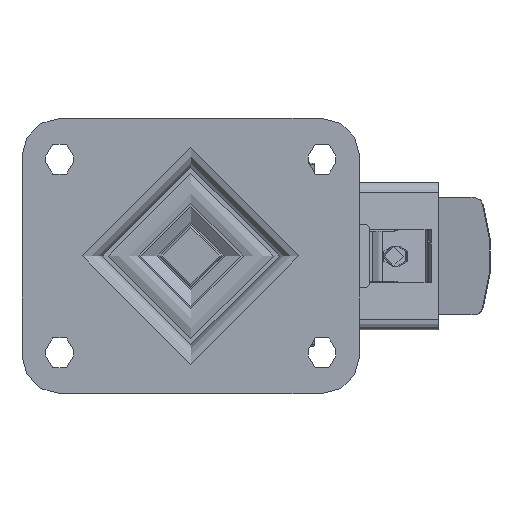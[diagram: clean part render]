
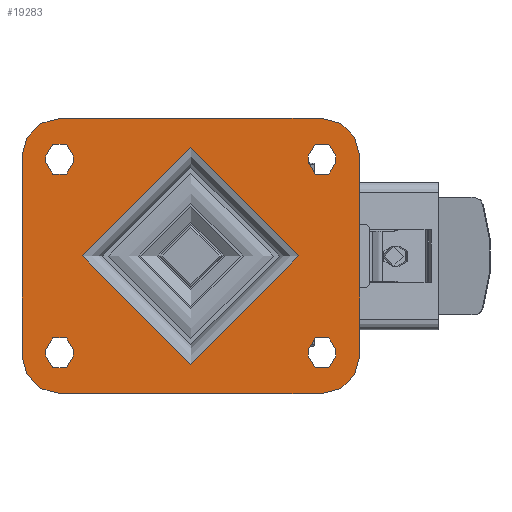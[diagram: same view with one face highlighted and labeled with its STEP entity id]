
A CAD part, top view. The second image highlights one B-rep face of the part: STEP entity #19283.
In plain terms, the highlighted planar face has unit normal (0, 0, 1).
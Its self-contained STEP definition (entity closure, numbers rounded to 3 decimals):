
#532=FACE_BOUND('',#5872,.T.);
#533=FACE_BOUND('',#5873,.T.);
#534=FACE_BOUND('',#5874,.T.);
#535=FACE_BOUND('',#5875,.T.);
#536=FACE_BOUND('',#5876,.T.);
#645=PLANE('',#20809);
#1319=LINE('',#28040,#2939);
#1320=LINE('',#28044,#2940);
#1321=LINE('',#28048,#2941);
#1322=LINE('',#28051,#2942);
#1323=LINE('',#28054,#2943);
#1324=LINE('',#28058,#2944);
#1325=LINE('',#28062,#2945);
#1326=LINE('',#28066,#2946);
#1327=LINE('',#28070,#2947);
#1328=LINE('',#28074,#2948);
#1329=LINE('',#28078,#2949);
#1330=LINE('',#28082,#2950);
#2939=VECTOR('',#22817,1000.);
#2940=VECTOR('',#22820,1000.);
#2941=VECTOR('',#22823,1000.);
#2942=VECTOR('',#22826,1000.);
#2943=VECTOR('',#22827,1000.);
#2944=VECTOR('',#22830,1000.);
#2945=VECTOR('',#22833,1000.);
#2946=VECTOR('',#22836,1000.);
#2947=VECTOR('',#22839,1000.);
#2948=VECTOR('',#22842,1000.);
#2949=VECTOR('',#22845,1000.);
#2950=VECTOR('',#22848,1000.);
#4755=FACE_OUTER_BOUND('',#5871,.T.);
#5871=EDGE_LOOP('',(#13651,#13652,#13653,#13654,#13655,#13656,#13657,#13658));
#5872=EDGE_LOOP('',(#13659,#13660,#13661,#13662));
#5873=EDGE_LOOP('',(#13663,#13664,#13665,#13666));
#5874=EDGE_LOOP('',(#13667,#13668,#13669,#13670));
#5875=EDGE_LOOP('',(#13671,#13672,#13673,#13674));
#5876=EDGE_LOOP('',(#13675));
#7912=CIRCLE('',#20772,43.246);
#7939=CIRCLE('',#20810,15.);
#7940=CIRCLE('',#20811,15.);
#7941=CIRCLE('',#20812,15.);
#7942=CIRCLE('',#20813,15.);
#7943=CIRCLE('',#20814,5.5);
#7944=CIRCLE('',#20815,5.5);
#7945=CIRCLE('',#20816,5.5);
#7946=CIRCLE('',#20817,5.5);
#7947=CIRCLE('',#20818,5.5);
#7948=CIRCLE('',#20819,5.5);
#7949=CIRCLE('',#20820,5.5);
#7950=CIRCLE('',#20821,5.5);
#8669=VERTEX_POINT('',#27947);
#8704=VERTEX_POINT('',#28036);
#8705=VERTEX_POINT('',#28037);
#8706=VERTEX_POINT('',#28039);
#8707=VERTEX_POINT('',#28041);
#8708=VERTEX_POINT('',#28043);
#8709=VERTEX_POINT('',#28045);
#8710=VERTEX_POINT('',#28047);
#8711=VERTEX_POINT('',#28049);
#8712=VERTEX_POINT('',#28052);
#8713=VERTEX_POINT('',#28053);
#8714=VERTEX_POINT('',#28055);
#8715=VERTEX_POINT('',#28057);
#8716=VERTEX_POINT('',#28060);
#8717=VERTEX_POINT('',#28061);
#8718=VERTEX_POINT('',#28063);
#8719=VERTEX_POINT('',#28065);
#8720=VERTEX_POINT('',#28068);
#8721=VERTEX_POINT('',#28069);
#8722=VERTEX_POINT('',#28071);
#8723=VERTEX_POINT('',#28073);
#8724=VERTEX_POINT('',#28076);
#8725=VERTEX_POINT('',#28077);
#8726=VERTEX_POINT('',#28079);
#8727=VERTEX_POINT('',#28081);
#10619=EDGE_CURVE('',#8669,#8669,#7912,.T.);
#10661=EDGE_CURVE('',#8704,#8705,#7939,.T.);
#10662=EDGE_CURVE('',#8706,#8705,#1319,.T.);
#10663=EDGE_CURVE('',#8707,#8706,#7940,.T.);
#10664=EDGE_CURVE('',#8708,#8707,#1320,.T.);
#10665=EDGE_CURVE('',#8709,#8708,#7941,.T.);
#10666=EDGE_CURVE('',#8710,#8709,#1321,.T.);
#10667=EDGE_CURVE('',#8710,#8711,#7942,.T.);
#10668=EDGE_CURVE('',#8704,#8711,#1322,.T.);
#10669=EDGE_CURVE('',#8712,#8713,#1323,.T.);
#10670=EDGE_CURVE('',#8713,#8714,#7943,.T.);
#10671=EDGE_CURVE('',#8714,#8715,#1324,.T.);
#10672=EDGE_CURVE('',#8715,#8712,#7944,.T.);
#10673=EDGE_CURVE('',#8716,#8717,#1325,.T.);
#10674=EDGE_CURVE('',#8717,#8718,#7945,.T.);
#10675=EDGE_CURVE('',#8718,#8719,#1326,.T.);
#10676=EDGE_CURVE('',#8719,#8716,#7946,.T.);
#10677=EDGE_CURVE('',#8720,#8721,#1327,.T.);
#10678=EDGE_CURVE('',#8721,#8722,#7947,.T.);
#10679=EDGE_CURVE('',#8722,#8723,#1328,.T.);
#10680=EDGE_CURVE('',#8723,#8720,#7948,.T.);
#10681=EDGE_CURVE('',#8724,#8725,#1329,.T.);
#10682=EDGE_CURVE('',#8725,#8726,#7949,.T.);
#10683=EDGE_CURVE('',#8726,#8727,#1330,.T.);
#10684=EDGE_CURVE('',#8727,#8724,#7950,.T.);
#13651=ORIENTED_EDGE('',*,*,#10661,.T.);
#13652=ORIENTED_EDGE('',*,*,#10662,.F.);
#13653=ORIENTED_EDGE('',*,*,#10663,.F.);
#13654=ORIENTED_EDGE('',*,*,#10664,.F.);
#13655=ORIENTED_EDGE('',*,*,#10665,.F.);
#13656=ORIENTED_EDGE('',*,*,#10666,.F.);
#13657=ORIENTED_EDGE('',*,*,#10667,.T.);
#13658=ORIENTED_EDGE('',*,*,#10668,.F.);
#13659=ORIENTED_EDGE('',*,*,#10669,.T.);
#13660=ORIENTED_EDGE('',*,*,#10670,.T.);
#13661=ORIENTED_EDGE('',*,*,#10671,.T.);
#13662=ORIENTED_EDGE('',*,*,#10672,.T.);
#13663=ORIENTED_EDGE('',*,*,#10673,.T.);
#13664=ORIENTED_EDGE('',*,*,#10674,.T.);
#13665=ORIENTED_EDGE('',*,*,#10675,.T.);
#13666=ORIENTED_EDGE('',*,*,#10676,.T.);
#13667=ORIENTED_EDGE('',*,*,#10677,.T.);
#13668=ORIENTED_EDGE('',*,*,#10678,.T.);
#13669=ORIENTED_EDGE('',*,*,#10679,.T.);
#13670=ORIENTED_EDGE('',*,*,#10680,.T.);
#13671=ORIENTED_EDGE('',*,*,#10681,.T.);
#13672=ORIENTED_EDGE('',*,*,#10682,.T.);
#13673=ORIENTED_EDGE('',*,*,#10683,.T.);
#13674=ORIENTED_EDGE('',*,*,#10684,.T.);
#13675=ORIENTED_EDGE('',*,*,#10619,.F.);
#19283=ADVANCED_FACE('',(#4755,#532,#533,#534,#535,#536),#645,.T.);
#20772=AXIS2_PLACEMENT_3D('',#27949,#22724,#22725);
#20809=AXIS2_PLACEMENT_3D('',#28035,#22813,#22814);
#20810=AXIS2_PLACEMENT_3D('',#28038,#22815,#22816);
#20811=AXIS2_PLACEMENT_3D('',#28042,#22818,#22819);
#20812=AXIS2_PLACEMENT_3D('',#28046,#22821,#22822);
#20813=AXIS2_PLACEMENT_3D('',#28050,#22824,#22825);
#20814=AXIS2_PLACEMENT_3D('',#28056,#22828,#22829);
#20815=AXIS2_PLACEMENT_3D('',#28059,#22831,#22832);
#20816=AXIS2_PLACEMENT_3D('',#28064,#22834,#22835);
#20817=AXIS2_PLACEMENT_3D('',#28067,#22837,#22838);
#20818=AXIS2_PLACEMENT_3D('',#28072,#22840,#22841);
#20819=AXIS2_PLACEMENT_3D('',#28075,#22843,#22844);
#20820=AXIS2_PLACEMENT_3D('',#28080,#22846,#22847);
#20821=AXIS2_PLACEMENT_3D('',#28083,#22849,#22850);
#22724=DIRECTION('center_axis',(0.,0.,1.));
#22725=DIRECTION('ref_axis',(-1.,0.,0.));
#22813=DIRECTION('center_axis',(0.,0.,1.));
#22814=DIRECTION('ref_axis',(1.,0.,0.));
#22815=DIRECTION('center_axis',(0.,0.,1.));
#22816=DIRECTION('ref_axis',(-1.,0.,0.));
#22817=DIRECTION('',(-1.,0.,0.));
#22818=DIRECTION('center_axis',(0.,0.,-1.));
#22819=DIRECTION('ref_axis',(1.,0.,0.));
#22820=DIRECTION('',(0.,-1.,0.));
#22821=DIRECTION('center_axis',(0.,0.,-1.));
#22822=DIRECTION('ref_axis',(0.,1.,0.));
#22823=DIRECTION('',(1.,0.,0.));
#22824=DIRECTION('center_axis',(0.,0.,1.));
#22825=DIRECTION('ref_axis',(0.,1.,0.));
#22826=DIRECTION('',(0.,1.,0.));
#22827=DIRECTION('',(0.,-1.,0.));
#22828=DIRECTION('center_axis',(0.,0.,-1.));
#22829=DIRECTION('ref_axis',(1.,0.,0.));
#22830=DIRECTION('',(0.,1.,0.));
#22831=DIRECTION('center_axis',(0.,0.,-1.));
#22832=DIRECTION('ref_axis',(1.,0.,0.));
#22833=DIRECTION('',(0.,1.,0.));
#22834=DIRECTION('center_axis',(0.,0.,-1.));
#22835=DIRECTION('ref_axis',(1.,0.,0.));
#22836=DIRECTION('',(0.,-1.,0.));
#22837=DIRECTION('center_axis',(0.,0.,-1.));
#22838=DIRECTION('ref_axis',(1.,0.,0.));
#22839=DIRECTION('',(0.,-1.,0.));
#22840=DIRECTION('center_axis',(0.,0.,-1.));
#22841=DIRECTION('ref_axis',(-1.,0.,0.));
#22842=DIRECTION('',(0.,1.,0.));
#22843=DIRECTION('center_axis',(0.,0.,-1.));
#22844=DIRECTION('ref_axis',(-1.,0.,0.));
#22845=DIRECTION('',(0.,1.,0.));
#22846=DIRECTION('center_axis',(0.,0.,-1.));
#22847=DIRECTION('ref_axis',(-1.,0.,0.));
#22848=DIRECTION('',(0.,-1.,0.));
#22849=DIRECTION('center_axis',(0.,0.,-1.));
#22850=DIRECTION('ref_axis',(-1.,0.,0.));
#27947=CARTESIAN_POINT('',(43.246,0.,0.));
#27949=CARTESIAN_POINT('Origin',(0.,0.,0.));
#28035=CARTESIAN_POINT('Origin',(0.,0.,0.));
#28036=CARTESIAN_POINT('',(-67.5,-40.,0.));
#28037=CARTESIAN_POINT('',(-52.5,-55.,0.));
#28038=CARTESIAN_POINT('Origin',(-52.5,-40.,0.));
#28039=CARTESIAN_POINT('',(52.5,-55.,0.));
#28040=CARTESIAN_POINT('',(52.5,-55.,0.));
#28041=CARTESIAN_POINT('',(67.5,-40.,0.));
#28042=CARTESIAN_POINT('Origin',(52.5,-40.,0.));
#28043=CARTESIAN_POINT('',(67.5,40.,0.));
#28044=CARTESIAN_POINT('',(67.5,40.,0.));
#28045=CARTESIAN_POINT('',(52.5,55.,0.));
#28046=CARTESIAN_POINT('Origin',(52.5,40.,0.));
#28047=CARTESIAN_POINT('',(-52.5,55.,0.));
#28048=CARTESIAN_POINT('',(-52.5,55.,0.));
#28049=CARTESIAN_POINT('',(-67.5,40.,0.));
#28050=CARTESIAN_POINT('Origin',(-52.5,40.,0.));
#28051=CARTESIAN_POINT('',(-67.5,-40.,0.));
#28052=CARTESIAN_POINT('',(-47.,40.,0.));
#28053=CARTESIAN_POINT('',(-47.,37.5,0.));
#28054=CARTESIAN_POINT('',(-47.,37.5,0.));
#28055=CARTESIAN_POINT('',(-58.,37.5,0.));
#28056=CARTESIAN_POINT('Origin',(-52.5,37.5,0.));
#28057=CARTESIAN_POINT('',(-58.,40.,0.));
#28058=CARTESIAN_POINT('',(-58.,37.5,0.));
#28059=CARTESIAN_POINT('Origin',(-52.5,40.,0.));
#28060=CARTESIAN_POINT('',(-58.,-40.,0.));
#28061=CARTESIAN_POINT('',(-58.,-37.5,0.));
#28062=CARTESIAN_POINT('',(-58.,-37.5,0.));
#28063=CARTESIAN_POINT('',(-47.,-37.5,0.));
#28064=CARTESIAN_POINT('Origin',(-52.5,-37.5,0.));
#28065=CARTESIAN_POINT('',(-47.,-40.,0.));
#28066=CARTESIAN_POINT('',(-47.,-37.5,0.));
#28067=CARTESIAN_POINT('Origin',(-52.5,-40.,0.));
#28068=CARTESIAN_POINT('',(58.,40.,0.));
#28069=CARTESIAN_POINT('',(58.,37.5,0.));
#28070=CARTESIAN_POINT('',(58.,37.5,0.));
#28071=CARTESIAN_POINT('',(47.,37.5,0.));
#28072=CARTESIAN_POINT('Origin',(52.5,37.5,0.));
#28073=CARTESIAN_POINT('',(47.,40.,0.));
#28074=CARTESIAN_POINT('',(47.,37.5,0.));
#28075=CARTESIAN_POINT('Origin',(52.5,40.,0.));
#28076=CARTESIAN_POINT('',(47.,-40.,0.));
#28077=CARTESIAN_POINT('',(47.,-37.5,0.));
#28078=CARTESIAN_POINT('',(47.,-37.5,0.));
#28079=CARTESIAN_POINT('',(58.,-37.5,0.));
#28080=CARTESIAN_POINT('Origin',(52.5,-37.5,0.));
#28081=CARTESIAN_POINT('',(58.,-40.,0.));
#28082=CARTESIAN_POINT('',(58.,-37.5,0.));
#28083=CARTESIAN_POINT('Origin',(52.5,-40.,0.));
